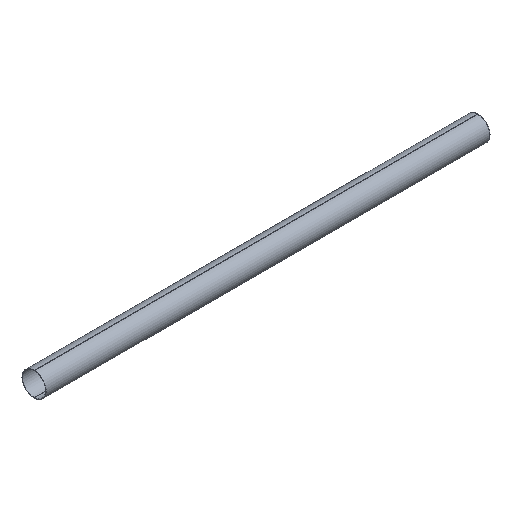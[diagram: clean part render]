
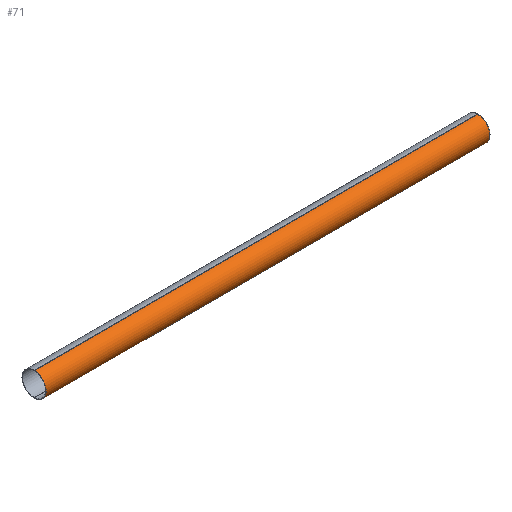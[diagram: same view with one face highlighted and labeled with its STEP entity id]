
A CAD part, isometric view. The second image highlights one B-rep face of the part: STEP entity #71.
In plain terms, the highlighted cylindrical face has radius 24.816 mm (diameter 49.632 mm), a partial arc.
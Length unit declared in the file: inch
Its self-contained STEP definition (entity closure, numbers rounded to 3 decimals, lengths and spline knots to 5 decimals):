
#3 = VERTEX_POINT ( 'NONE', #200 ) ;
#6 = VERTEX_POINT ( 'NONE', #106 ) ;
#21 = VECTOR ( 'NONE', #149, 39.37008 ) ;
#35 = DIRECTION ( 'NONE',  ( 1., 0., 0. ) ) ;
#37 = AXIS2_PLACEMENT_3D ( 'NONE', #189, #35, #144 ) ;
#49 = CYLINDRICAL_SURFACE ( 'NONE', #101, 0.977 ) ;
#58 = CARTESIAN_POINT ( 'NONE',  ( -18., 0., -0.977 ) ) ;
#67 = ORIENTED_EDGE ( 'NONE', *, *, #214, .F. ) ;
#71 = ADVANCED_FACE ( 'NONE', ( #216 ), #49, .T. ) ;
#90 = EDGE_LOOP ( 'NONE', ( #93, #67, #108, #152 ) ) ;
#91 = CARTESIAN_POINT ( 'NONE',  ( 18., 0., 0. ) ) ;
#93 = ORIENTED_EDGE ( 'NONE', *, *, #129, .F. ) ;
#101 = AXIS2_PLACEMENT_3D ( 'NONE', #91, #215, #140 ) ;
#106 = CARTESIAN_POINT ( 'NONE',  ( 18., 0., -0.977 ) ) ;
#107 = DIRECTION ( 'NONE',  ( 1., 0., 0. ) ) ;
#108 = ORIENTED_EDGE ( 'NONE', *, *, #209, .T. ) ;
#111 = LINE ( 'NONE', #222, #21 ) ;
#129 = EDGE_CURVE ( 'NONE', #6, #134, #161, .T. ) ;
#134 = VERTEX_POINT ( 'NONE', #58 ) ;
#140 = DIRECTION ( 'NONE',  ( 0., 0., 1. ) ) ;
#144 = DIRECTION ( 'NONE',  ( 0., 0., -1. ) ) ;
#148 = CARTESIAN_POINT ( 'NONE',  ( -18., 0., 0.977 ) ) ;
#149 = DIRECTION ( 'NONE',  ( -1., 0., 0. ) ) ;
#152 = ORIENTED_EDGE ( 'NONE', *, *, #174, .T. ) ;
#153 = VECTOR ( 'NONE', #160, 39.37008 ) ;
#156 = CIRCLE ( 'NONE', #37, 0.977 ) ;
#158 = CARTESIAN_POINT ( 'NONE',  ( 18., 0., -0.977 ) ) ;
#160 = DIRECTION ( 'NONE',  ( -1., 0., 0. ) ) ;
#161 = LINE ( 'NONE', #158, #153 ) ;
#174 = EDGE_CURVE ( 'NONE', #196, #134, #207, .T. ) ;
#184 = DIRECTION ( 'NONE',  ( 0., 0., -1. ) ) ;
#189 = CARTESIAN_POINT ( 'NONE',  ( 18., 0., 0. ) ) ;
#196 = VERTEX_POINT ( 'NONE', #148 ) ;
#200 = CARTESIAN_POINT ( 'NONE',  ( 18., 0., 0.977 ) ) ;
#203 = AXIS2_PLACEMENT_3D ( 'NONE', #217, #107, #184 ) ;
#207 = CIRCLE ( 'NONE', #203, 0.977 ) ;
#209 = EDGE_CURVE ( 'NONE', #3, #196, #111, .T. ) ;
#214 = EDGE_CURVE ( 'NONE', #3, #6, #156, .T. ) ;
#215 = DIRECTION ( 'NONE',  ( -1., 0., 0. ) ) ;
#216 = FACE_OUTER_BOUND ( 'NONE', #90, .T. ) ;
#217 = CARTESIAN_POINT ( 'NONE',  ( -18., 0., 0. ) ) ;
#222 = CARTESIAN_POINT ( 'NONE',  ( 18., 0., 0.977 ) ) ;
